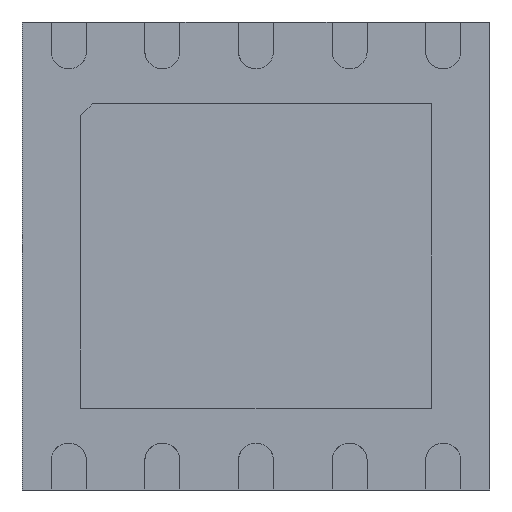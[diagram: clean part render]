
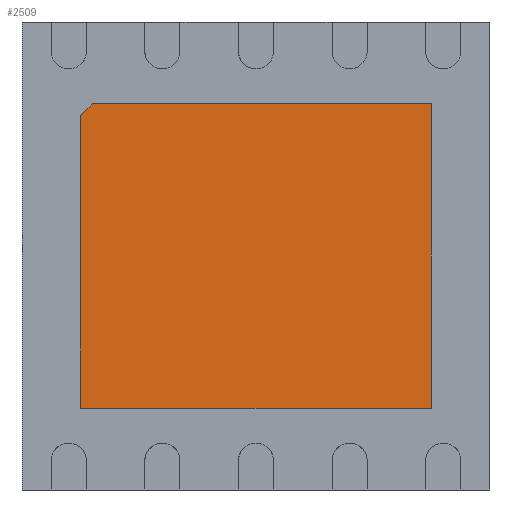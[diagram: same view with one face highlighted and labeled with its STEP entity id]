
A CAD part, front view. The second image highlights one B-rep face of the part: STEP entity #2509.
In plain terms, the highlighted planar face has unit normal (0, -1, 0).
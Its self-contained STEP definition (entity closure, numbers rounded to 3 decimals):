
#1 = LINE ( 'NONE', #1951, #3739 ) ;
#28 = LINE ( 'NONE', #1677, #2808 ) ;
#87 = DIRECTION ( 'NONE',  ( 0., 0., 1. ) ) ;
#285 = LINE ( 'NONE', #2809, #1631 ) ;
#337 = DIRECTION ( 'NONE',  ( 0., 0., -1. ) ) ;
#368 = VERTEX_POINT ( 'NONE', #4085 ) ;
#436 = VECTOR ( 'NONE', #337, 1000. ) ;
#471 = ORIENTED_EDGE ( 'NONE', *, *, #802, .T. ) ;
#503 = EDGE_CURVE ( 'NONE', #368, #2462, #285, .T. ) ;
#716 = VERTEX_POINT ( 'NONE', #3822 ) ;
#802 = EDGE_CURVE ( 'NONE', #1259, #2414, #3942, .T. ) ;
#1005 = LINE ( 'NONE', #1801, #436 ) ;
#1047 = AXIS2_PLACEMENT_3D ( 'NONE', #3950, #3639, #87 ) ;
#1216 = VECTOR ( 'NONE', #2939, 1000. ) ;
#1259 = VERTEX_POINT ( 'NONE', #2852 ) ;
#1377 = CARTESIAN_POINT ( 'NONE',  ( -1.5, 0., -1.3 ) ) ;
#1452 = ORIENTED_EDGE ( 'NONE', *, *, #3641, .T. ) ;
#1631 = VECTOR ( 'NONE', #3474, 1000. ) ;
#1677 = CARTESIAN_POINT ( 'NONE',  ( 1.5, 0., -1.3 ) ) ;
#1714 = EDGE_CURVE ( 'NONE', #716, #368, #1, .T. ) ;
#1801 = CARTESIAN_POINT ( 'NONE',  ( -1.5, 0., -1.3 ) ) ;
#1909 = DIRECTION ( 'NONE',  ( -1., 0., 0. ) ) ;
#1911 = CARTESIAN_POINT ( 'NONE',  ( -1.5, 0., 1.2 ) ) ;
#1951 = CARTESIAN_POINT ( 'NONE',  ( -1.5, 0., 1.3 ) ) ;
#2395 = ORIENTED_EDGE ( 'NONE', *, *, #2853, .T. ) ;
#2414 = VERTEX_POINT ( 'NONE', #2968 ) ;
#2462 = VERTEX_POINT ( 'NONE', #1911 ) ;
#2509 = ADVANCED_FACE ( 'N', ( #3887 ), #3576, .F. ) ;
#2638 = ORIENTED_EDGE ( 'NONE', *, *, #1714, .T. ) ;
#2641 = DIRECTION ( 'NONE',  ( 0., 0., 1. ) ) ;
#2808 = VECTOR ( 'NONE', #2641, 1000. ) ;
#2809 = CARTESIAN_POINT ( 'NONE',  ( -1.4, 0., 1.3 ) ) ;
#2852 = CARTESIAN_POINT ( 'NONE',  ( -1.5, 0., -1.3 ) ) ;
#2853 = EDGE_CURVE ( 'NONE', #2462, #1259, #1005, .T. ) ;
#2939 = DIRECTION ( 'NONE',  ( 1., 0., 0. ) ) ;
#2968 = CARTESIAN_POINT ( 'NONE',  ( 1.5, 0., -1.3 ) ) ;
#3421 = ORIENTED_EDGE ( 'NONE', *, *, #503, .T. ) ;
#3467 = EDGE_LOOP ( 'NONE', ( #3421, #2395, #471, #1452, #2638 ) ) ;
#3474 = DIRECTION ( 'NONE',  ( -0.707, 0., -0.707 ) ) ;
#3576 = PLANE ( 'NONE',  #1047 ) ;
#3639 = DIRECTION ( 'NONE',  ( 0., 1., 0. ) ) ;
#3641 = EDGE_CURVE ( 'NONE', #2414, #716, #28, .T. ) ;
#3739 = VECTOR ( 'NONE', #1909, 1000. ) ;
#3822 = CARTESIAN_POINT ( 'NONE',  ( 1.5, 0., 1.3 ) ) ;
#3887 = FACE_OUTER_BOUND ( 'NONE', #3467, .T. ) ;
#3942 = LINE ( 'NONE', #1377, #1216 ) ;
#3950 = CARTESIAN_POINT ( 'NONE',  ( 0., 0., 0. ) ) ;
#4085 = CARTESIAN_POINT ( 'NONE',  ( -1.4, 0., 1.3 ) ) ;
